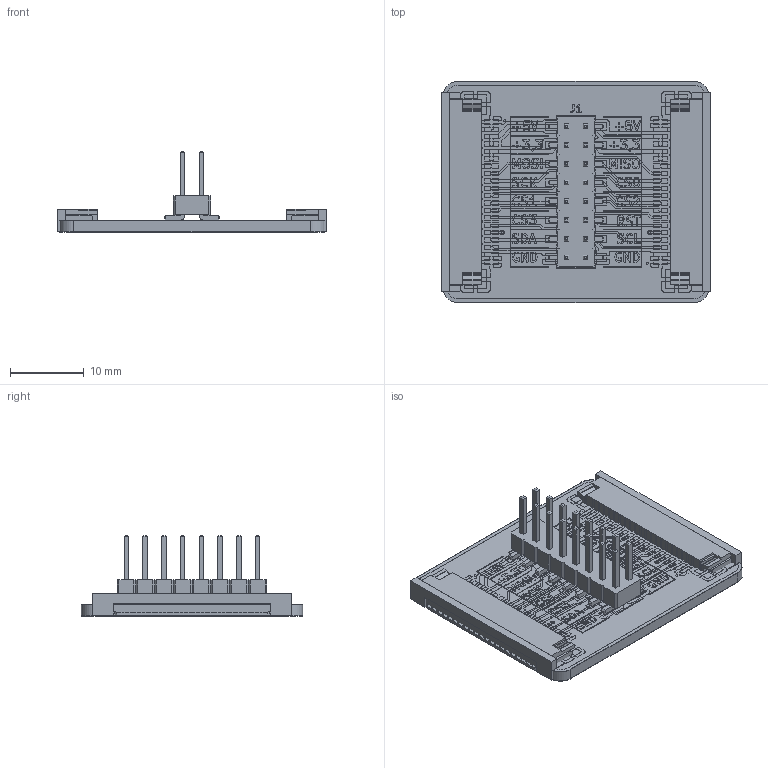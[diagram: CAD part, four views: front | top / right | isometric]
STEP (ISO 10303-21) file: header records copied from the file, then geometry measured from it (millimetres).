
FILE_DESCRIPTION(('KiCad electronic assembly'),'2;1');
FILE_NAME('PMDBG-FFC20.step','2025-09-01T16:07:55',('Pcbnew'),('Kicad'), 'Open CASCADE STEP processor 7.9','KiCad to STEP converter','Unknown' );
FILE_SCHEMA(('AUTOMOTIVE_DESIGN { 1 0 10303 214 1 1 1 1 }'));
Length unit declared in the file: millimetre
Products named in the file (14): PMDBG-FFC20 1; PinHeader_2x08_P2.54mm_Vertical_SMD; Download_STP_68612014422_rev1; Geh㴳e; Verschluss; Pin1; Pin_rechts; Pin_rechts_mir5; PMDBG-FFC20_copper; PMDBG-FFC20_pad; PMDBG-FFC20_via; PMDBG-FFC20_silkscreen; PMDBG-FFC20_soldermask; PMDBG-FFC20_PCB
Assembly tree (33 placements, depth 3):
  PMDBG-FFC20 1
    PinHeader_2x08_P2.54mm_Vertical_SMD
    Download_STP_68612014422_rev1  x2
      Geh㴳e
      Verschluss
      Pin1
      Pin_rechts
      Pin_rechts_mir5
    PMDBG-FFC20_copper
    PMDBG-FFC20_pad
    PMDBG-FFC20_via
    PMDBG-FFC20_silkscreen
    PMDBG-FFC20_soldermask
    PMDBG-FFC20_PCB
Bounding box: 36.5 x 30 x 10.97 mm (x, y, z)
Volume: 2612.1 mm3; surface area: 9662 mm2
Topology: 130 solids, 222 shells, 3980 faces, 13016 edges, 9304 vertices
Faces by surface type: plane 2964, cylinder 1016
Full cylindrical faces by diameter (mm): 0.25 x2, 0.275 x4, 0.3 x2
Entity records: 91447 total; most frequent: CARTESIAN_POINT 16478, ORIENTED_EDGE 14016, DIRECTION 13785, EDGE_CURVE 8102, LINE 7055, VECTOR 7055, VERTEX_POINT 6058, AXIS2_PLACEMENT_3D 3365
